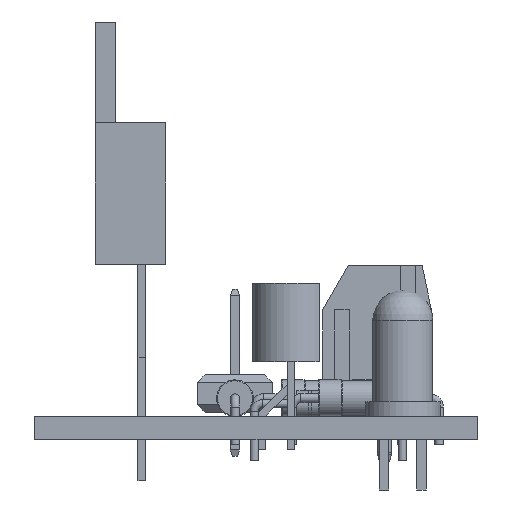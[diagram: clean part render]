
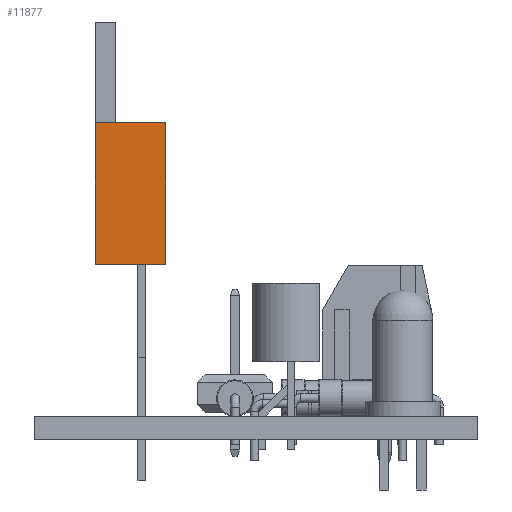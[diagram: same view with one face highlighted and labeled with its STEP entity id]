
A CAD part, left-side view. The second image highlights one B-rep face of the part: STEP entity #11877.
In plain terms, the highlighted planar face has unit normal (-1, 0, 0).
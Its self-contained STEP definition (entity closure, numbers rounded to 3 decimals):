
#836=PLANE('',#13053);
#1465=FACE_OUTER_BOUND('',#2295,.T.);
#2295=EDGE_LOOP('',(#10697,#10698,#10699,#10700));
#3362=LINE('',#20120,#4482);
#3368=LINE('',#20132,#4488);
#3369=LINE('',#20134,#4489);
#3370=LINE('',#20135,#4490);
#4482=VECTOR('',#16198,1.);
#4488=VECTOR('',#16208,1.);
#4489=VECTOR('',#16209,1.);
#4490=VECTOR('',#16210,1.);
#6014=VERTEX_POINT('',#20116);
#6016=VERTEX_POINT('',#20119);
#6020=VERTEX_POINT('',#20131);
#6021=VERTEX_POINT('',#20133);
#7584=EDGE_CURVE('',#6014,#6016,#3362,.T.);
#7590=EDGE_CURVE('',#6014,#6020,#3368,.T.);
#7591=EDGE_CURVE('',#6020,#6021,#3369,.T.);
#7592=EDGE_CURVE('',#6021,#6016,#3370,.T.);
#10697=ORIENTED_EDGE('',*,*,#7590,.T.);
#10698=ORIENTED_EDGE('',*,*,#7591,.T.);
#10699=ORIENTED_EDGE('',*,*,#7592,.T.);
#10700=ORIENTED_EDGE('',*,*,#7584,.F.);
#11877=ADVANCED_FACE('',(#1465),#836,.F.);
#13053=AXIS2_PLACEMENT_3D('',#20130,#16206,#16207);
#16198=DIRECTION('',(0.,0.,-1.));
#16206=DIRECTION('center_axis',(1.,0.,0.));
#16207=DIRECTION('ref_axis',(0.,1.,0.));
#16208=DIRECTION('',(0.,1.,0.));
#16209=DIRECTION('',(0.,0.,-1.));
#16210=DIRECTION('',(0.,-1.,0.));
#20116=CARTESIAN_POINT('',(-5.34,-4.19,20.01));
#20119=CARTESIAN_POINT('',(-5.34,-4.19,10.35));
#20120=CARTESIAN_POINT('',(-5.34,-4.19,26.86));
#20130=CARTESIAN_POINT('Origin',(-5.34,-4.19,26.86));
#20131=CARTESIAN_POINT('',(-5.34,0.63,20.01));
#20132=CARTESIAN_POINT('',(-5.34,-4.19,20.01));
#20133=CARTESIAN_POINT('',(-5.34,0.63,10.35));
#20134=CARTESIAN_POINT('',(-5.34,0.63,26.86));
#20135=CARTESIAN_POINT('',(-5.34,-4.19,10.35));
